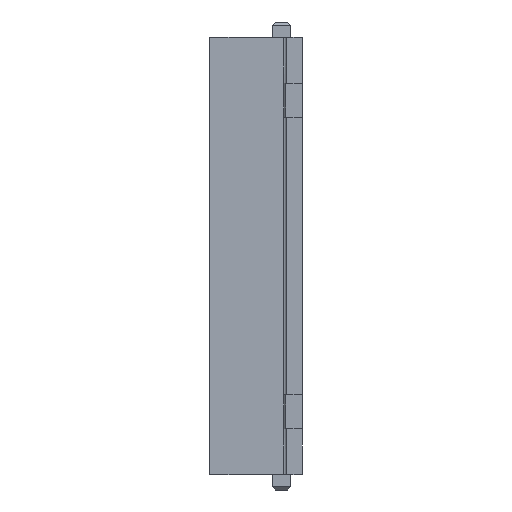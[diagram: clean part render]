
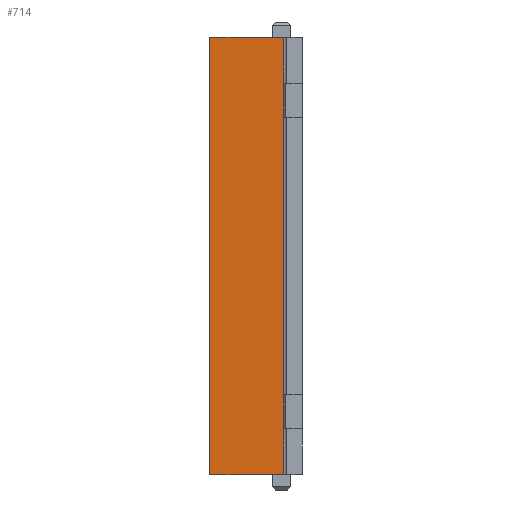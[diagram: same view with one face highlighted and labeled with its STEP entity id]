
A CAD part, left-side view. The second image highlights one B-rep face of the part: STEP entity #714.
In plain terms, the highlighted planar face has unit normal (-1, 0, 0).
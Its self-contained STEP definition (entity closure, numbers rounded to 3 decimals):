
#714=ADVANCED_FACE('',(#1358),#10750,.T.);
#1358=FACE_OUTER_BOUND('',#2064,.T.);
#2064=EDGE_LOOP('',(#5446,#5447,#5448,#5449,#5450,#5451,#5452,#5453));
#5446=ORIENTED_EDGE('',*,*,#7110,.F.);
#5447=ORIENTED_EDGE('',*,*,#5858,.F.);
#5448=ORIENTED_EDGE('',*,*,#7048,.F.);
#5449=ORIENTED_EDGE('',*,*,#5850,.F.);
#5450=ORIENTED_EDGE('',*,*,#7245,.T.);
#5451=ORIENTED_EDGE('',*,*,#5532,.F.);
#5452=ORIENTED_EDGE('',*,*,#7249,.F.);
#5453=ORIENTED_EDGE('',*,*,#7078,.F.);
#5532=EDGE_CURVE('',#9013,#9017,#7253,.T.);
#5850=EDGE_CURVE('',#9514,#9516,#7537,.T.);
#5858=EDGE_CURVE('',#9524,#9522,#7544,.T.);
#7048=EDGE_CURVE('',#9516,#9524,#8944,.T.);
#7078=EDGE_CURVE('',#10017,#10013,#8709,.T.);
#7110=EDGE_CURVE('',#9522,#10017,#8739,.T.);
#7245=EDGE_CURVE('',#9514,#9017,#8853,.T.);
#7249=EDGE_CURVE('',#10013,#9013,#8856,.T.);
#7253=B_SPLINE_CURVE_WITH_KNOTS('',1,(#19624,#19625),.UNSPECIFIED.,.F.,
 .F.,(2,2),(-12.,0.),.UNSPECIFIED.);
#7537=B_SPLINE_CURVE_WITH_KNOTS('',1,(#20617,#20618),.UNSPECIFIED.,.F.,
 .F.,(2,2),(0.,5.5),.UNSPECIFIED.);
#7544=B_SPLINE_CURVE_WITH_KNOTS('',1,(#20635,#20636),.UNSPECIFIED.,.F.,
 .F.,(2,2),(0.,5.5),.UNSPECIFIED.);
#8709=B_SPLINE_CURVE_WITH_KNOTS('',1,(#27252,#27253),.UNSPECIFIED.,.F.,
 .F.,(2,2),(0.,12.),.UNSPECIFIED.);
#8739=B_SPLINE_CURVE_WITH_KNOTS('',1,(#27324,#27325),.UNSPECIFIED.,.F.,
 .F.,(2,2),(-6.95,0.5),.UNSPECIFIED.);
#8853=B_SPLINE_CURVE_WITH_KNOTS('',1,(#27625,#27626),.UNSPECIFIED.,.F.,
 .F.,(2,2),(-6.95,0.5),.UNSPECIFIED.);
#8856=B_SPLINE_CURVE_WITH_KNOTS('',1,(#27634,#27635),.UNSPECIFIED.,.F.,
 .F.,(2,2),(-0.5,70.4),.UNSPECIFIED.);
#8944=(
BOUNDED_CURVE()
B_SPLINE_CURVE(1,(#27178,#27179),.UNSPECIFIED.,.F.,.F.)
B_SPLINE_CURVE_WITH_KNOTS((2,2),(0.,45.),.UNSPECIFIED.)
CURVE()
GEOMETRIC_REPRESENTATION_ITEM()
RATIONAL_B_SPLINE_CURVE((1.,1.))
REPRESENTATION_ITEM('')
);
#9013=VERTEX_POINT('',#18505);
#9017=VERTEX_POINT('',#18509);
#9514=VERTEX_POINT('',#19006);
#9516=VERTEX_POINT('',#19008);
#9522=VERTEX_POINT('',#19014);
#9524=VERTEX_POINT('',#19016);
#10013=VERTEX_POINT('',#19505);
#10017=VERTEX_POINT('',#19509);
#10750=PLANE('',#11281);
#11281=AXIS2_PLACEMENT_3D('',#18465,#11727,$);
#11727=DIRECTION('',(-1.,0.,0.));
#18465=CARTESIAN_POINT('',(-30.4,3.,-35.45));
#18505=CARTESIAN_POINT('',(-30.4,15.,35.45));
#18509=CARTESIAN_POINT('',(-30.4,3.,35.45));
#19006=CARTESIAN_POINT('',(-30.4,3.,28.));
#19008=CARTESIAN_POINT('',(-30.4,3.,22.5));
#19014=CARTESIAN_POINT('',(-30.4,3.,-28.));
#19016=CARTESIAN_POINT('',(-30.4,3.,-22.5));
#19505=CARTESIAN_POINT('',(-30.4,15.,-35.45));
#19509=CARTESIAN_POINT('',(-30.4,3.,-35.45));
#19624=CARTESIAN_POINT('',(-30.4,15.,35.45));
#19625=CARTESIAN_POINT('',(-30.4,3.,35.45));
#20617=CARTESIAN_POINT('',(-30.4,3.,28.));
#20618=CARTESIAN_POINT('',(-30.4,3.,22.5));
#20635=CARTESIAN_POINT('',(-30.4,3.,-22.5));
#20636=CARTESIAN_POINT('',(-30.4,3.,-28.));
#27178=CARTESIAN_POINT('',(-30.4,3.,22.5));
#27179=CARTESIAN_POINT('',(-30.4,3.,-22.5));
#27252=CARTESIAN_POINT('',(-30.4,3.,-35.45));
#27253=CARTESIAN_POINT('',(-30.4,15.,-35.45));
#27324=CARTESIAN_POINT('',(-30.4,3.,-28.));
#27325=CARTESIAN_POINT('',(-30.4,3.,-35.45));
#27625=CARTESIAN_POINT('',(-30.4,3.,28.));
#27626=CARTESIAN_POINT('',(-30.4,3.,35.45));
#27634=CARTESIAN_POINT('',(-30.4,15.,-35.45));
#27635=CARTESIAN_POINT('',(-30.4,15.,35.45));
